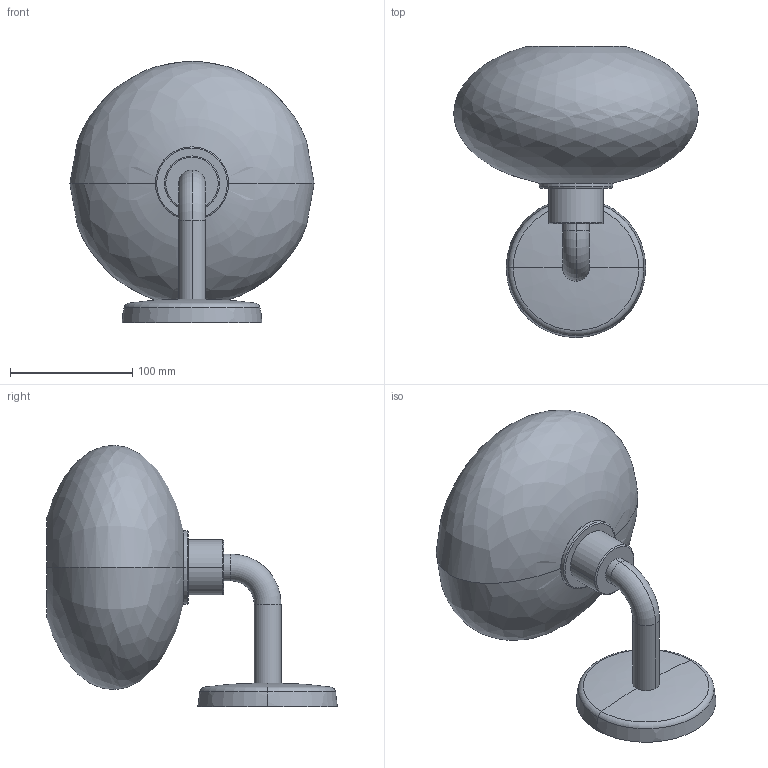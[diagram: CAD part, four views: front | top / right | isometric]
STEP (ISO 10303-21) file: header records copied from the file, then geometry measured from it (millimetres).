
FILE_DESCRIPTION((''),'2;1');
FILE_NAME('0381-G-SO','2021-06-15T14:14:48',('jinson.thomas'),(''),'CREO PARAMETRIC BY PTC INC, 2018400','CREO PARAMETRIC BY PTC INC, 2018400','');
FILE_SCHEMA(('CONFIG_CONTROL_DESIGN'));
Length unit declared in the file: inch
Products named in the file (1): 0381-G-SO
Bounding box: 200.11 x 238.17 x 214.1 mm (x, y, z)
Volume: 534464.2 mm3; surface area: 213861.3 mm2
Topology: 1 solids, 2 shells, 63 faces, 128 edges, 72 vertices
Faces by surface type: cylinder 26, torus 14, plane 9, revolution 4, bspline 4, sphere 4, cone 2
Entity records: 1824 total; most frequent: CARTESIAN_POINT 435, DIRECTION 326, ORIENTED_EDGE 248, AXIS2_PLACEMENT_3D 147, EDGE_CURVE 124, CIRCLE 92, VERTEX_POINT 72, EDGE_LOOP 70
